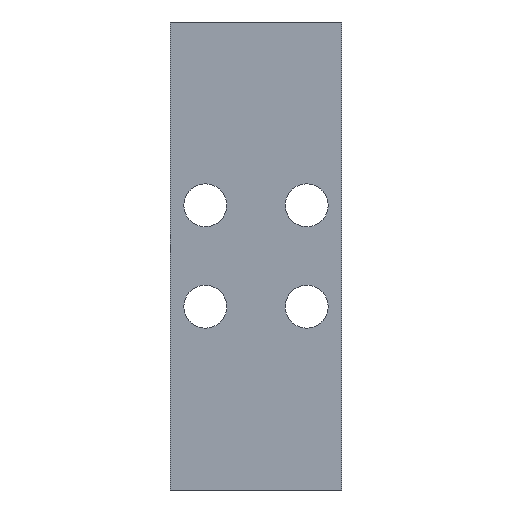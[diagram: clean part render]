
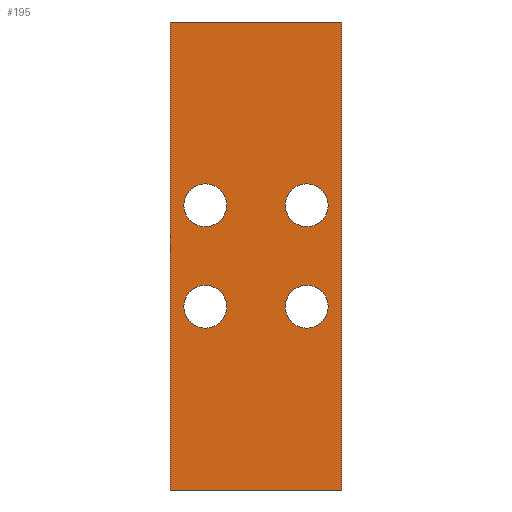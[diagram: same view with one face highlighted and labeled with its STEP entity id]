
A CAD part, front view. The second image highlights one B-rep face of the part: STEP entity #195.
In plain terms, the highlighted planar face has unit normal (0, -1, 0).
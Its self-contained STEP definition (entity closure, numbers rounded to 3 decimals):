
#34=CARTESIAN_POINT('',(-22.,0.,60.));
#35=VERTEX_POINT('',#34);
#42=CARTESIAN_POINT('',(22.,0.,60.));
#43=VERTEX_POINT('',#42);
#44=CARTESIAN_POINT('',(22.,0.,60.));
#45=DIRECTION('',(-1.,0.,0.));
#46=VECTOR('',#45,44.);
#47=LINE('',#44,#46);
#48=EDGE_CURVE('',#43,#35,#47,.T.);
#67=CARTESIAN_POINT('',(22.,0.,60.));
#68=DIRECTION('',(0.,1.,0.));
#69=DIRECTION('',(0.,0.,1.));
#70=AXIS2_PLACEMENT_3D('',#67,#68,#69);
#71=PLANE('',#70);
#72=CARTESIAN_POINT('',(-7.5,0.,-13.));
#73=VERTEX_POINT('',#72);
#74=CARTESIAN_POINT('',(-13.,-0.,-7.5));
#75=VERTEX_POINT('',#74);
#76=CARTESIAN_POINT('',(-13.,0.,-13.));
#77=DIRECTION('',(0.,-1.,-0.));
#78=DIRECTION('',(0.,-0.,1.));
#79=AXIS2_PLACEMENT_3D('',#76,#77,#78);
#80=CIRCLE('',#79,5.5);
#81=EDGE_CURVE('',#73,#75,#80,.T.);
#82=ORIENTED_EDGE('',*,*,#81,.F.);
#83=CARTESIAN_POINT('',(-18.5,0.,-13.));
#84=VERTEX_POINT('',#83);
#85=CARTESIAN_POINT('',(-13.,0.,-13.));
#86=DIRECTION('',(0.,-1.,-0.));
#87=DIRECTION('',(0.,-0.,1.));
#88=AXIS2_PLACEMENT_3D('',#85,#86,#87);
#89=CIRCLE('',#88,5.5);
#90=EDGE_CURVE('',#84,#73,#89,.T.);
#91=ORIENTED_EDGE('',*,*,#90,.F.);
#92=CARTESIAN_POINT('',(-13.,0.,-13.));
#93=DIRECTION('',(0.,-1.,-0.));
#94=DIRECTION('',(0.,-0.,1.));
#95=AXIS2_PLACEMENT_3D('',#92,#93,#94);
#96=CIRCLE('',#95,5.5);
#97=EDGE_CURVE('',#75,#84,#96,.T.);
#98=ORIENTED_EDGE('',*,*,#97,.F.);
#99=EDGE_LOOP('',(#82,#91,#98));
#100=FACE_BOUND('',#99,.T.);
#101=CARTESIAN_POINT('',(13.,-0.,-18.5));
#102=VERTEX_POINT('',#101);
#103=CARTESIAN_POINT('',(13.,0.,-7.5));
#104=VERTEX_POINT('',#103);
#105=CARTESIAN_POINT('',(13.,0.,-13.));
#106=DIRECTION('',(0.,-1.,-0.));
#107=DIRECTION('',(0.,-0.,1.));
#108=AXIS2_PLACEMENT_3D('',#105,#106,#107);
#109=CIRCLE('',#108,5.5);
#110=EDGE_CURVE('',#102,#104,#109,.T.);
#111=ORIENTED_EDGE('',*,*,#110,.F.);
#112=CARTESIAN_POINT('',(13.,0.,-13.));
#113=DIRECTION('',(0.,-1.,-0.));
#114=DIRECTION('',(0.,-0.,1.));
#115=AXIS2_PLACEMENT_3D('',#112,#113,#114);
#116=CIRCLE('',#115,5.5);
#117=EDGE_CURVE('',#104,#102,#116,.T.);
#118=ORIENTED_EDGE('',*,*,#117,.F.);
#119=EDGE_LOOP('',(#111,#118));
#120=FACE_BOUND('',#119,.T.);
#121=CARTESIAN_POINT('',(-7.5,0.,13.));
#122=VERTEX_POINT('',#121);
#123=CARTESIAN_POINT('',(-13.,-0.,18.5));
#124=VERTEX_POINT('',#123);
#125=CARTESIAN_POINT('',(-13.,0.,13.));
#126=DIRECTION('',(0.,-1.,-0.));
#127=DIRECTION('',(0.,-0.,1.));
#128=AXIS2_PLACEMENT_3D('',#125,#126,#127);
#129=CIRCLE('',#128,5.5);
#130=EDGE_CURVE('',#122,#124,#129,.T.);
#131=ORIENTED_EDGE('',*,*,#130,.F.);
#132=CARTESIAN_POINT('',(-18.5,0.,13.));
#133=VERTEX_POINT('',#132);
#134=CARTESIAN_POINT('',(-13.,0.,13.));
#135=DIRECTION('',(0.,-1.,-0.));
#136=DIRECTION('',(0.,-0.,1.));
#137=AXIS2_PLACEMENT_3D('',#134,#135,#136);
#138=CIRCLE('',#137,5.5);
#139=EDGE_CURVE('',#133,#122,#138,.T.);
#140=ORIENTED_EDGE('',*,*,#139,.F.);
#141=CARTESIAN_POINT('',(-13.,0.,13.));
#142=DIRECTION('',(0.,-1.,-0.));
#143=DIRECTION('',(0.,-0.,1.));
#144=AXIS2_PLACEMENT_3D('',#141,#142,#143);
#145=CIRCLE('',#144,5.5);
#146=EDGE_CURVE('',#124,#133,#145,.T.);
#147=ORIENTED_EDGE('',*,*,#146,.F.);
#148=EDGE_LOOP('',(#131,#140,#147));
#149=FACE_BOUND('',#148,.T.);
#150=CARTESIAN_POINT('',(13.,-0.,7.5));
#151=VERTEX_POINT('',#150);
#152=CARTESIAN_POINT('',(13.,0.,18.5));
#153=VERTEX_POINT('',#152);
#154=CARTESIAN_POINT('',(13.,0.,13.));
#155=DIRECTION('',(0.,-1.,-0.));
#156=DIRECTION('',(0.,-0.,1.));
#157=AXIS2_PLACEMENT_3D('',#154,#155,#156);
#158=CIRCLE('',#157,5.5);
#159=EDGE_CURVE('',#151,#153,#158,.T.);
#160=ORIENTED_EDGE('',*,*,#159,.F.);
#161=CARTESIAN_POINT('',(13.,0.,13.));
#162=DIRECTION('',(0.,-1.,-0.));
#163=DIRECTION('',(0.,-0.,1.));
#164=AXIS2_PLACEMENT_3D('',#161,#162,#163);
#165=CIRCLE('',#164,5.5);
#166=EDGE_CURVE('',#153,#151,#165,.T.);
#167=ORIENTED_EDGE('',*,*,#166,.F.);
#168=EDGE_LOOP('',(#160,#167));
#169=FACE_BOUND('',#168,.T.);
#170=CARTESIAN_POINT('',(-22.,0.,-60.));
#171=VERTEX_POINT('',#170);
#172=CARTESIAN_POINT('',(-22.,0.,60.));
#173=DIRECTION('',(0.,0.,-1.));
#174=VECTOR('',#173,120.);
#175=LINE('',#172,#174);
#176=EDGE_CURVE('',#35,#171,#175,.T.);
#177=ORIENTED_EDGE('',*,*,#176,.T.);
#178=CARTESIAN_POINT('',(22.,0.,-60.));
#179=VERTEX_POINT('',#178);
#180=CARTESIAN_POINT('',(22.,0.,-60.));
#181=DIRECTION('',(-1.,0.,0.));
#182=VECTOR('',#181,44.);
#183=LINE('',#180,#182);
#184=EDGE_CURVE('',#179,#171,#183,.T.);
#185=ORIENTED_EDGE('',*,*,#184,.F.);
#186=CARTESIAN_POINT('',(22.,0.,60.));
#187=DIRECTION('',(0.,0.,-1.));
#188=VECTOR('',#187,120.);
#189=LINE('',#186,#188);
#190=EDGE_CURVE('',#43,#179,#189,.T.);
#191=ORIENTED_EDGE('',*,*,#190,.F.);
#192=ORIENTED_EDGE('',*,*,#48,.T.);
#193=EDGE_LOOP('',(#177,#185,#191,#192));
#194=FACE_BOUND('',#193,.T.);
#195=ADVANCED_FACE('',(#100,#120,#149,#169,#194),#71,.F.);
